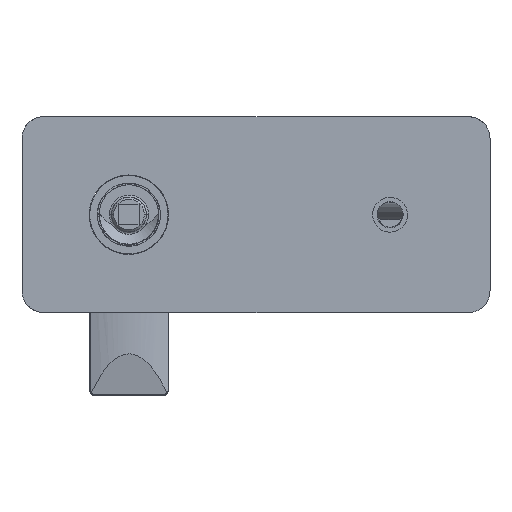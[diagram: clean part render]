
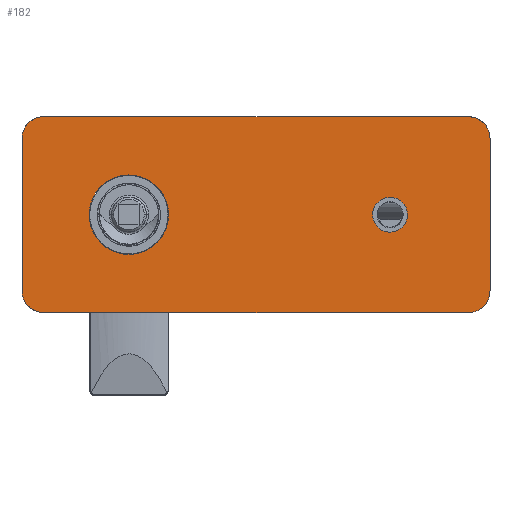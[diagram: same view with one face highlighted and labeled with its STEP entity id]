
A CAD part, left-side view. The second image highlights one B-rep face of the part: STEP entity #182.
In plain terms, the highlighted planar face has unit normal (-1, 0, 0).
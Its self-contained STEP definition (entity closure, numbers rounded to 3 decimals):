
#42=FACE_BOUND('',#708,.T.);
#43=FACE_BOUND('',#709,.T.);
#182=ADVANCED_FACE('',(#440,#42,#43),#3961,.T.);
#440=FACE_OUTER_BOUND('',#707,.T.);
#707=EDGE_LOOP('',(#1475,#1476,#1477,#1478,#1479,#1480,#1481,#1482));
#708=EDGE_LOOP('',(#1483,#1484));
#709=EDGE_LOOP('',(#1485,#1486));
#1475=ORIENTED_EDGE('',*,*,#2486,.F.);
#1476=ORIENTED_EDGE('',*,*,#2527,.F.);
#1477=ORIENTED_EDGE('',*,*,#2485,.F.);
#1478=ORIENTED_EDGE('',*,*,#2530,.F.);
#1479=ORIENTED_EDGE('',*,*,#2484,.F.);
#1480=ORIENTED_EDGE('',*,*,#2533,.F.);
#1481=ORIENTED_EDGE('',*,*,#2483,.F.);
#1482=ORIENTED_EDGE('',*,*,#2489,.F.);
#1483=ORIENTED_EDGE('',*,*,#2498,.F.);
#1484=ORIENTED_EDGE('',*,*,#2502,.F.);
#1485=ORIENTED_EDGE('',*,*,#2504,.F.);
#1486=ORIENTED_EDGE('',*,*,#2508,.F.);
#2483=EDGE_CURVE('',#3688,#3689,#3282,.T.);
#2484=EDGE_CURVE('',#3690,#3691,#3283,.T.);
#2485=EDGE_CURVE('',#3692,#3693,#3284,.T.);
#2486=EDGE_CURVE('',#3694,#3687,#3285,.T.);
#2489=EDGE_CURVE('',#3687,#3688,#2978,.T.);
#2498=EDGE_CURVE('',#3695,#3696,#2982,.T.);
#2502=EDGE_CURVE('',#3696,#3695,#2984,.T.);
#2504=EDGE_CURVE('',#3697,#3698,#2986,.T.);
#2508=EDGE_CURVE('',#3698,#3697,#2988,.T.);
#2527=EDGE_CURVE('',#3693,#3694,#3002,.T.);
#2530=EDGE_CURVE('',#3691,#3692,#3003,.T.);
#2533=EDGE_CURVE('',#3689,#3690,#3004,.T.);
#2978=(
BOUNDED_CURVE()
B_SPLINE_CURVE(2,(#10617,#10618,#10619),.UNSPECIFIED.,.F.,.F.)
B_SPLINE_CURVE_WITH_KNOTS((3,3),(-15.708,0.),.UNSPECIFIED.)
CURVE()
GEOMETRIC_REPRESENTATION_ITEM()
RATIONAL_B_SPLINE_CURVE((1.,0.707,1.))
REPRESENTATION_ITEM('')
);
#2982=(
BOUNDED_CURVE()
B_SPLINE_CURVE(2,(#10639,#10640,#10641,#10642,#10643),.UNSPECIFIED.,.F.,
 .F.)
B_SPLINE_CURVE_WITH_KNOTS((3,2,3),(-25.133,-12.566,
0.),.UNSPECIFIED.)
CURVE()
GEOMETRIC_REPRESENTATION_ITEM()
RATIONAL_B_SPLINE_CURVE((1.,0.707,1.,0.707,1.))
REPRESENTATION_ITEM('')
);
#2984=(
BOUNDED_CURVE()
B_SPLINE_CURVE(2,(#10653,#10654,#10655,#10656,#10657),.UNSPECIFIED.,.F.,
 .F.)
B_SPLINE_CURVE_WITH_KNOTS((3,2,3),(-25.133,-12.566,
0.),.UNSPECIFIED.)
CURVE()
GEOMETRIC_REPRESENTATION_ITEM()
RATIONAL_B_SPLINE_CURVE((1.,0.707,1.,0.707,1.))
REPRESENTATION_ITEM('')
);
#2986=(
BOUNDED_CURVE()
B_SPLINE_CURVE(2,(#10663,#10664,#10665,#10666,#10667),.UNSPECIFIED.,.F.,
 .F.)
B_SPLINE_CURVE_WITH_KNOTS((3,2,3),(-57.334,-28.667,
0.),.UNSPECIFIED.)
CURVE()
GEOMETRIC_REPRESENTATION_ITEM()
RATIONAL_B_SPLINE_CURVE((1.,0.707,1.,0.707,1.))
REPRESENTATION_ITEM('')
);
#2988=(
BOUNDED_CURVE()
B_SPLINE_CURVE(2,(#10677,#10678,#10679,#10680,#10681),.UNSPECIFIED.,.F.,
 .F.)
B_SPLINE_CURVE_WITH_KNOTS((3,2,3),(-57.334,-28.667,
0.),.UNSPECIFIED.)
CURVE()
GEOMETRIC_REPRESENTATION_ITEM()
RATIONAL_B_SPLINE_CURVE((1.,0.707,1.,0.707,1.))
REPRESENTATION_ITEM('')
);
#3002=(
BOUNDED_CURVE()
B_SPLINE_CURVE(2,(#10733,#10734,#10735),.UNSPECIFIED.,.F.,.F.)
B_SPLINE_CURVE_WITH_KNOTS((3,3),(-15.708,0.),.UNSPECIFIED.)
CURVE()
GEOMETRIC_REPRESENTATION_ITEM()
RATIONAL_B_SPLINE_CURVE((1.,0.707,1.))
REPRESENTATION_ITEM('')
);
#3003=(
BOUNDED_CURVE()
B_SPLINE_CURVE(2,(#10740,#10741,#10742),.UNSPECIFIED.,.F.,.F.)
B_SPLINE_CURVE_WITH_KNOTS((3,3),(-15.708,0.),.UNSPECIFIED.)
CURVE()
GEOMETRIC_REPRESENTATION_ITEM()
RATIONAL_B_SPLINE_CURVE((1.,0.707,1.))
REPRESENTATION_ITEM('')
);
#3004=(
BOUNDED_CURVE()
B_SPLINE_CURVE(2,(#10747,#10748,#10749),.UNSPECIFIED.,.F.,.F.)
B_SPLINE_CURVE_WITH_KNOTS((3,3),(-15.708,0.),.UNSPECIFIED.)
CURVE()
GEOMETRIC_REPRESENTATION_ITEM()
RATIONAL_B_SPLINE_CURVE((1.,0.707,1.))
REPRESENTATION_ITEM('')
);
#3282=B_SPLINE_CURVE_WITH_KNOTS('',1,(#10604,#10605),.UNSPECIFIED.,.F.,
 .F.,(2,2),(0.,70.),.UNSPECIFIED.);
#3283=B_SPLINE_CURVE_WITH_KNOTS('',1,(#10606,#10607),.UNSPECIFIED.,.F.,
 .F.,(2,2),(0.,195.),.UNSPECIFIED.);
#3284=B_SPLINE_CURVE_WITH_KNOTS('',1,(#10608,#10609),.UNSPECIFIED.,.F.,
 .F.,(2,2),(0.,70.),.UNSPECIFIED.);
#3285=B_SPLINE_CURVE_WITH_KNOTS('',1,(#10610,#10611),.UNSPECIFIED.,.F.,
 .F.,(2,2),(0.,195.),.UNSPECIFIED.);
#3687=VERTEX_POINT('',#10572);
#3688=VERTEX_POINT('',#10573);
#3689=VERTEX_POINT('',#10574);
#3690=VERTEX_POINT('',#10575);
#3691=VERTEX_POINT('',#10576);
#3692=VERTEX_POINT('',#10577);
#3693=VERTEX_POINT('',#10578);
#3694=VERTEX_POINT('',#10579);
#3695=VERTEX_POINT('',#10580);
#3696=VERTEX_POINT('',#10581);
#3697=VERTEX_POINT('',#10582);
#3698=VERTEX_POINT('',#10583);
#3961=PLANE('',#4231);
#4231=AXIS2_PLACEMENT_3D('',#10026,#4304,$);
#4304=DIRECTION('',(-1.,0.,0.));
#10026=CARTESIAN_POINT('',(64.5,-125.903,-60.222));
#10572=CARTESIAN_POINT('',(64.5,-94.123,39.058));
#10573=CARTESIAN_POINT('',(64.5,-104.123,29.058));
#10574=CARTESIAN_POINT('',(64.5,-104.123,-40.942));
#10575=CARTESIAN_POINT('',(64.5,-94.123,-50.942));
#10576=CARTESIAN_POINT('',(64.5,100.877,-50.942));
#10577=CARTESIAN_POINT('',(64.5,110.877,-40.942));
#10578=CARTESIAN_POINT('',(64.5,110.877,29.058));
#10579=CARTESIAN_POINT('',(64.5,100.877,39.058));
#10580=CARTESIAN_POINT('',(64.5,-66.223,-5.942));
#10581=CARTESIAN_POINT('',(64.5,-50.223,-5.942));
#10582=CARTESIAN_POINT('',(64.5,43.527,-5.942));
#10583=CARTESIAN_POINT('',(64.5,80.027,-5.942));
#10604=CARTESIAN_POINT('',(64.5,-104.123,29.058));
#10605=CARTESIAN_POINT('',(64.5,-104.123,-40.942));
#10606=CARTESIAN_POINT('',(64.5,-94.123,-50.942));
#10607=CARTESIAN_POINT('',(64.5,100.877,-50.942));
#10608=CARTESIAN_POINT('',(64.5,110.877,-40.942));
#10609=CARTESIAN_POINT('',(64.5,110.877,29.058));
#10610=CARTESIAN_POINT('',(64.5,100.877,39.058));
#10611=CARTESIAN_POINT('',(64.5,-94.123,39.058));
#10617=CARTESIAN_POINT('',(64.5,-94.123,39.058));
#10618=CARTESIAN_POINT('',(64.5,-104.123,39.058));
#10619=CARTESIAN_POINT('',(64.5,-104.123,29.058));
#10639=CARTESIAN_POINT('',(64.5,-66.223,-5.942));
#10640=CARTESIAN_POINT('',(64.5,-66.223,2.058));
#10641=CARTESIAN_POINT('',(64.5,-58.223,2.058));
#10642=CARTESIAN_POINT('',(64.5,-50.223,2.058));
#10643=CARTESIAN_POINT('',(64.5,-50.223,-5.942));
#10653=CARTESIAN_POINT('',(64.5,-50.223,-5.942));
#10654=CARTESIAN_POINT('',(64.5,-50.223,-13.942));
#10655=CARTESIAN_POINT('',(64.5,-58.223,-13.942));
#10656=CARTESIAN_POINT('',(64.5,-66.223,-13.942));
#10657=CARTESIAN_POINT('',(64.5,-66.223,-5.942));
#10663=CARTESIAN_POINT('',(64.5,43.527,-5.942));
#10664=CARTESIAN_POINT('',(64.5,43.527,12.308));
#10665=CARTESIAN_POINT('',(64.5,61.777,12.308));
#10666=CARTESIAN_POINT('',(64.5,80.027,12.308));
#10667=CARTESIAN_POINT('',(64.5,80.027,-5.942));
#10677=CARTESIAN_POINT('',(64.5,80.027,-5.942));
#10678=CARTESIAN_POINT('',(64.5,80.027,-24.192));
#10679=CARTESIAN_POINT('',(64.5,61.777,-24.192));
#10680=CARTESIAN_POINT('',(64.5,43.527,-24.192));
#10681=CARTESIAN_POINT('',(64.5,43.527,-5.942));
#10733=CARTESIAN_POINT('',(64.5,110.877,29.058));
#10734=CARTESIAN_POINT('',(64.5,110.877,39.058));
#10735=CARTESIAN_POINT('',(64.5,100.877,39.058));
#10740=CARTESIAN_POINT('',(64.5,100.877,-50.942));
#10741=CARTESIAN_POINT('',(64.5,110.877,-50.942));
#10742=CARTESIAN_POINT('',(64.5,110.877,-40.942));
#10747=CARTESIAN_POINT('',(64.5,-104.123,-40.942));
#10748=CARTESIAN_POINT('',(64.5,-104.123,-50.942));
#10749=CARTESIAN_POINT('',(64.5,-94.123,-50.942));
